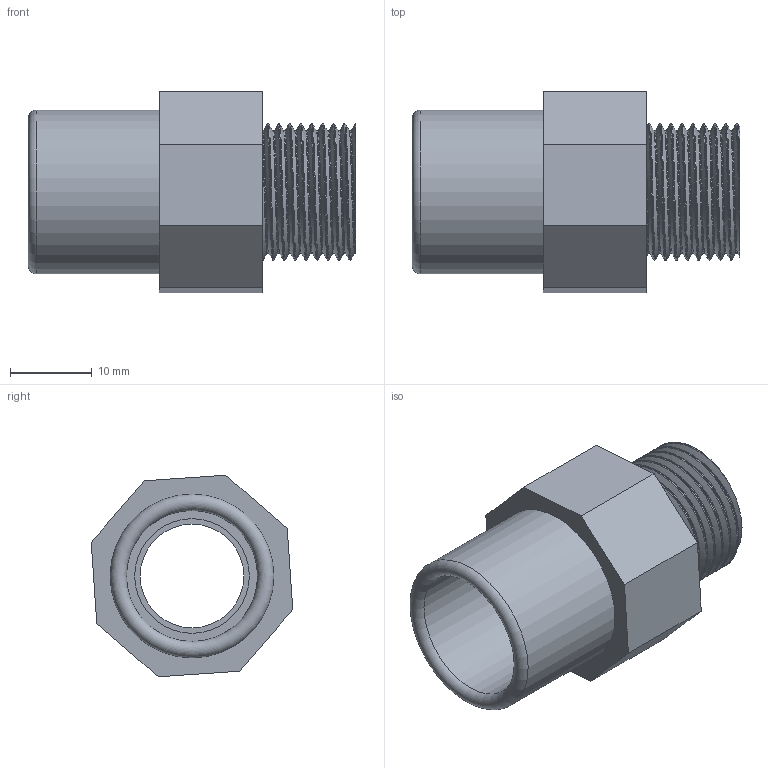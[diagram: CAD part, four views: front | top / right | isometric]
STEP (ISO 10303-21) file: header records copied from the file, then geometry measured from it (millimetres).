
FILE_DESCRIPTION(/* description */ (''),/* implementation_level */ '2;1');
FILE_NAME(/* name */ 'AD12016A.ipt.stp',/* time_stamp */ '2017-02-10T10:06:27+01:00',/* author */ ('Eugenio'),/* organization */ (''),/* preprocessor_version */ 'ST-DEVELOPER v16.5',/* originating_system */ 'Autodesk Inventor 2017',/* authorisation */ '');
FILE_SCHEMA (('AUTOMOTIVE_DESIGN { 1 0 10303 214 3 1 1 }'));
Length unit declared in the file: millimetre
Products named in the file (1): AD12016A
Bounding box: 40 x 24.62 x 24.62 mm (x, y, z)
Volume: 6989 mm3; surface area: 6501.5 mm2
Topology: 2 solids, 2 shells, 29 faces, 64 edges, 42 vertices
Faces by surface type: plane 15, cylinder 7, bspline 6, torus 1
Full cylindrical faces by diameter (mm): 12.66 x1, 14 x1, 14.915 x2, 16 x1, 20 x1
Entity records: 4781 total; most frequent: CARTESIAN_POINT 4174, ORIENTED_EDGE 114, DIRECTION 100, EDGE_CURVE 57, EDGE_LOOP 43, VERTEX_POINT 42, AXIS2_PLACEMENT_3D 38, FACE_OUTER_BOUND 29
